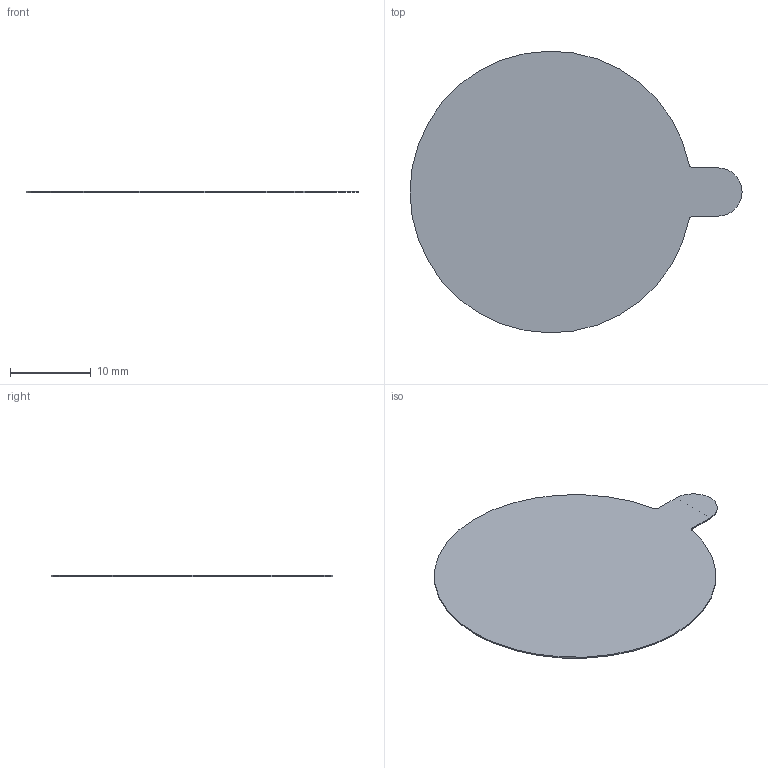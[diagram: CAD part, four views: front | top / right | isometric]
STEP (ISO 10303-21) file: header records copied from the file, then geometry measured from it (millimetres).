
FILE_DESCRIPTION (( 'STEP AP214' ), '1' );
FILE_NAME ('FXC.35.A_Web.STEP', '2024-08-01T02:55:17', ( '' ), ( '' ), 'SwSTEP 2.0', 'SolidWorks 2022', '' );
FILE_SCHEMA (( 'AUTOMOTIVE_DESIGN' ));
Length unit declared in the file: millimetre
Products named in the file (1): FXC.35.A_Web
Bounding box: 41.24 x 35 x 0.17 mm (x, y, z)
Volume: 159.2 mm3; surface area: 2013.7 mm2
Topology: 1 solids, 1 shells, 320 faces, 868 edges, 578 vertices
Faces by surface type: plane 193, bspline 122, cylinder 5
Entity records: 16202 total; most frequent: CARTESIAN_POINT 5425, ORIENTED_EDGE 1736, DIRECTION 1032, EDGE_CURVE 868, VECTOR 614, LINE 614, VERTEX_POINT 578, EDGE_LOOP 348
